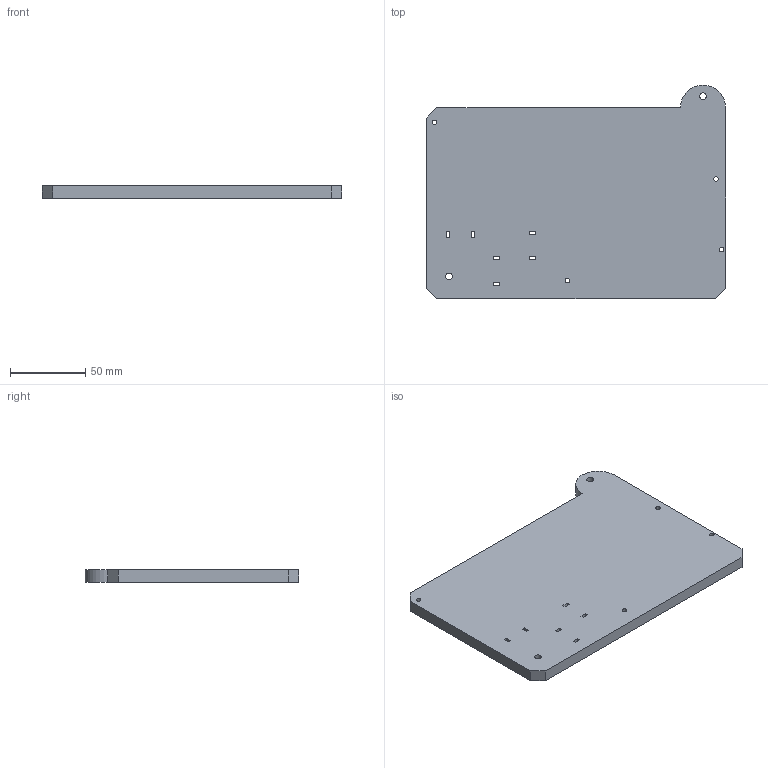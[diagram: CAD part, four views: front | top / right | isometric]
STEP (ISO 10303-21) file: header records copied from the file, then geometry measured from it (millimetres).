
FILE_DESCRIPTION(('FreeCAD Model'),'2;1');
FILE_NAME('Open CASCADE Shape Model','2025-04-20T15:15:05',(''),(''), 'Open CASCADE STEP processor 7.6','FreeCAD','Unknown');
FILE_SCHEMA(('AUTOMOTIVE_DESIGN { 1 0 10303 214 1 1 1 1 }'));
Length unit declared in the file: millimetre
Products named in the file (1): MountPlate
Bounding box: 199 x 142.3 x 8 mm (x, y, z)
Volume: 203421.4 mm3; surface area: 57572.6 mm2
Topology: 1 solids, 1 shells, 43 faces, 132 edges, 88 vertices
Faces by surface type: plane 36, cylinder 7
Full cylindrical faces by diameter (mm): 3 x4, 4.5 x2
Entity records: 3288 total; most frequent: CARTESIAN_POINT 612, DIRECTION 484, LINE 368, VECTOR 368, ORIENTED_EDGE 264, PCURVE 264, DEFINITIONAL_REPRESENTATION 264, EDGE_CURVE 132
